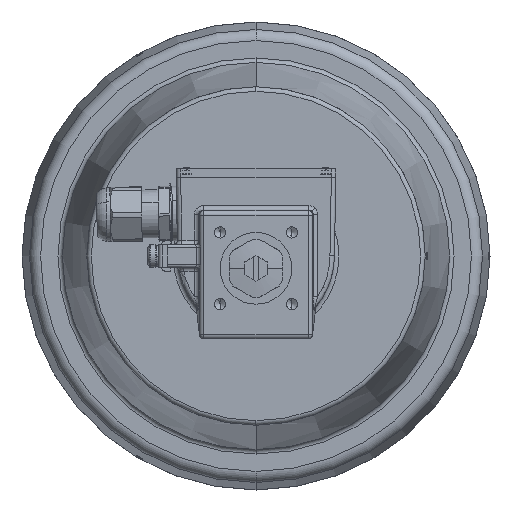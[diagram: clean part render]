
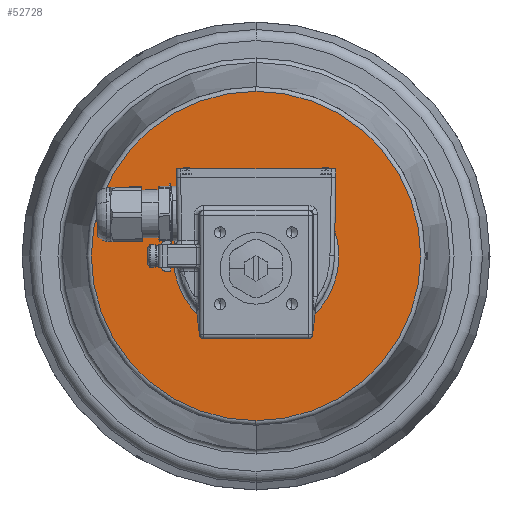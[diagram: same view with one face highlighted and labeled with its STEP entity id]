
A CAD part, front view. The second image highlights one B-rep face of the part: STEP entity #52728.
In plain terms, the highlighted planar face has unit normal (0, -1, 0).
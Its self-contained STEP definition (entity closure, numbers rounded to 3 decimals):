
#2978 = VERTEX_POINT ( 'NONE', #56038 ) ;
#3380 = FACE_BOUND ( 'NONE', #37347, .T. ) ;
#5084 = EDGE_CURVE ( 'NONE', #21229, #53006, #53670, .T. ) ;
#12024 = CARTESIAN_POINT ( 'NONE',  ( 0., 12.5, -73.5 ) ) ;
#16877 = PLANE ( 'NONE',  #39409 ) ;
#20665 = ORIENTED_EDGE ( 'NONE', *, *, #5084, .T. ) ;
#21229 = VERTEX_POINT ( 'NONE', #39097 ) ;
#21380 = FACE_OUTER_BOUND ( 'NONE', #33860, .T. ) ;
#22900 = EDGE_CURVE ( 'NONE', #23748, #2978, #33101, .T. ) ;
#23748 = VERTEX_POINT ( 'NONE', #12024 ) ;
#24997 = DIRECTION ( 'NONE',  ( 0., 1., 0. ) ) ;
#26045 = EDGE_CURVE ( 'NONE', #53006, #21229, #41152, .T. ) ;
#27472 = AXIS2_PLACEMENT_3D ( 'NONE', #53832, #24997, #50252 ) ;
#31622 = DIRECTION ( 'NONE',  ( 0., 1., 0. ) ) ;
#32373 = ORIENTED_EDGE ( 'NONE', *, *, #60341, .F. ) ;
#33101 = CIRCLE ( 'NONE', #56417, 73.5 ) ;
#33169 = ORIENTED_EDGE ( 'NONE', *, *, #26045, .T. ) ;
#33860 = EDGE_LOOP ( 'NONE', ( #32373, #43302 ) ) ;
#35400 = DIRECTION ( 'NONE',  ( 0., 1., 0. ) ) ;
#36227 = CARTESIAN_POINT ( 'NONE',  ( 0., 12.5, 0. ) ) ;
#36279 = CARTESIAN_POINT ( 'NONE',  ( 0., 12.5, 0. ) ) ;
#37321 = DIRECTION ( 'NONE',  ( 0., 1., 0. ) ) ;
#37347 = EDGE_LOOP ( 'NONE', ( #20665, #33169 ) ) ;
#39097 = CARTESIAN_POINT ( 'NONE',  ( 0., 12.5, 37. ) ) ;
#39409 = AXIS2_PLACEMENT_3D ( 'NONE', #52033, #37321, #47207 ) ;
#39918 = CARTESIAN_POINT ( 'NONE',  ( 0., 12.5, -37. ) ) ;
#40201 = DIRECTION ( 'NONE',  ( 0., 0., 1. ) ) ;
#41072 = DIRECTION ( 'NONE',  ( 0., 0., 1. ) ) ;
#41152 = CIRCLE ( 'NONE', #27472, 37. ) ;
#43038 = DIRECTION ( 'NONE',  ( 0., 1., 0. ) ) ;
#43302 = ORIENTED_EDGE ( 'NONE', *, *, #22900, .F. ) ;
#47207 = DIRECTION ( 'NONE',  ( 0., 0., 1. ) ) ;
#50252 = DIRECTION ( 'NONE',  ( 0., 0., 1. ) ) ;
#50263 = AXIS2_PLACEMENT_3D ( 'NONE', #36227, #35400, #40201 ) ;
#50768 = AXIS2_PLACEMENT_3D ( 'NONE', #57707, #43038, #53080 ) ;
#52033 = CARTESIAN_POINT ( 'NONE',  ( 35., 12.5, 0. ) ) ;
#52728 = ADVANCED_FACE ( 'NONE', ( #3380, #21380 ), #16877, .F. ) ;
#53006 = VERTEX_POINT ( 'NONE', #39918 ) ;
#53080 = DIRECTION ( 'NONE',  ( 0., 0., 1. ) ) ;
#53670 = CIRCLE ( 'NONE', #50263, 37. ) ;
#53832 = CARTESIAN_POINT ( 'NONE',  ( 0., 12.5, 0. ) ) ;
#56038 = CARTESIAN_POINT ( 'NONE',  ( 0., 12.5, 73.5 ) ) ;
#56417 = AXIS2_PLACEMENT_3D ( 'NONE', #36279, #31622, #41072 ) ;
#57707 = CARTESIAN_POINT ( 'NONE',  ( 0., 12.5, 0. ) ) ;
#60341 = EDGE_CURVE ( 'NONE', #2978, #23748, #61343, .T. ) ;
#61343 = CIRCLE ( 'NONE', #50768, 73.5 ) ;
